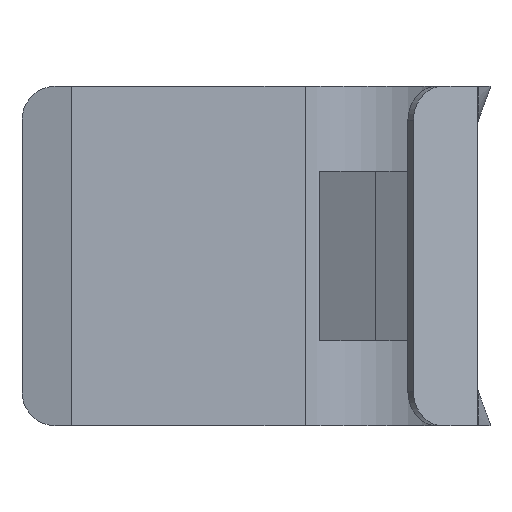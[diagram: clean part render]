
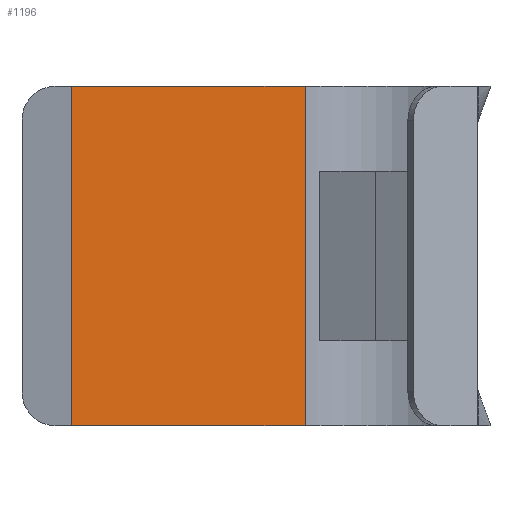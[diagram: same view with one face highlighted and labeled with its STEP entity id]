
A CAD part, front view. The second image highlights one B-rep face of the part: STEP entity #1196.
In plain terms, the highlighted planar face has unit normal (0.731, -0.682, 0).
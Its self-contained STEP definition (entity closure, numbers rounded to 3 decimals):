
#92=DIRECTION('',(0.682,0.731,0.));
#93=VECTOR('',#92,20.175);
#94=CARTESIAN_POINT('',(-17.782,-11.004,-10.));
#95=LINE('',#94,#93);
#124=DIRECTION('',(-0.682,-0.731,0.));
#125=VECTOR('',#124,20.175);
#126=CARTESIAN_POINT('',(-4.022,3.751,10.));
#127=LINE('',#126,#125);
#187=DIRECTION('',(0.,0.,-1.));
#188=VECTOR('',#187,20.);
#189=CARTESIAN_POINT('',(-4.022,3.751,10.));
#190=LINE('',#189,#188);
#195=DIRECTION('',(0.,0.,1.));
#196=VECTOR('',#195,20.);
#197=CARTESIAN_POINT('',(-17.782,-11.004,-10.));
#198=LINE('',#197,#196);
#814=CARTESIAN_POINT('',(-4.022,3.751,-10.));
#816=VERTEX_POINT('',#814);
#821=CARTESIAN_POINT('',(-4.022,3.751,10.));
#823=VERTEX_POINT('',#821);
#1020=CARTESIAN_POINT('',(-17.782,-11.004,-10.));
#1021=CARTESIAN_POINT('',(-17.782,-11.004,10.));
#1022=VERTEX_POINT('',#1020);
#1023=VERTEX_POINT('',#1021);
#1184=CARTESIAN_POINT('',(-17.782,-11.004,10.));
#1185=DIRECTION('',(-0.731,0.682,0.));
#1186=DIRECTION('',(-0.682,-0.731,0.));
#1187=AXIS2_PLACEMENT_3D('',#1184,#1185,#1186);
#1188=PLANE('',#1187);
#1189=ORIENTED_EDGE('',*,*,#1104,.F.);
#1191=ORIENTED_EDGE('',*,*,#1190,.T.);
#1192=ORIENTED_EDGE('',*,*,#1137,.F.);
#1193=ORIENTED_EDGE('',*,*,#1177,.T.);
#1194=EDGE_LOOP('',(#1189,#1191,#1192,#1193));
#1195=FACE_OUTER_BOUND('',#1194,.F.);
#1196=ADVANCED_FACE('',(#1195),#1188,.F.);
#1104=EDGE_CURVE('',#1022,#816,#95,.T.);
#1137=EDGE_CURVE('',#823,#1023,#127,.T.);
#1177=EDGE_CURVE('',#823,#816,#190,.T.);
#1190=EDGE_CURVE('',#1022,#1023,#198,.T.);
